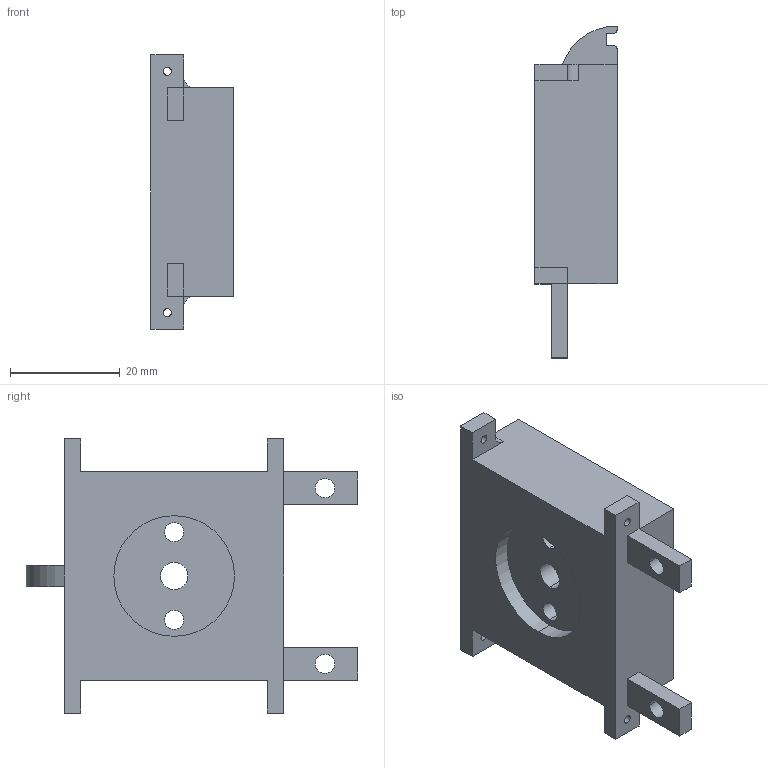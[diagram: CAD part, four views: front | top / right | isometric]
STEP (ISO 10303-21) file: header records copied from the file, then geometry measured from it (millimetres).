
FILE_DESCRIPTION((''),'2;1');
FILE_NAME('BRATZAHVAT','2025-01-16T01:23:13',('Слава'),(''),'CREO PARAMETRIC BY PTC INC, 2024103','CREO PARAMETRIC BY PTC INC, 2024103','');
FILE_SCHEMA(('CONFIG_CONTROL_DESIGN'));
Length unit declared in the file: millimetre
Products named in the file (1): BRATZAHVAT
Bounding box: 15 x 60.5 x 50 mm (x, y, z)
Volume: 21781 mm3; surface area: 7246.6 mm2
Topology: 1 solids, 1 shells, 75 faces, 204 edges, 134 vertices
Faces by surface type: plane 50, cylinder 25
Entity records: 2434 total; most frequent: CARTESIAN_POINT 413, ORIENTED_EDGE 408, DIRECTION 404, EDGE_CURVE 204, VECTOR 154, LINE 154, VERTEX_POINT 134, AXIS2_PLACEMENT_3D 125
